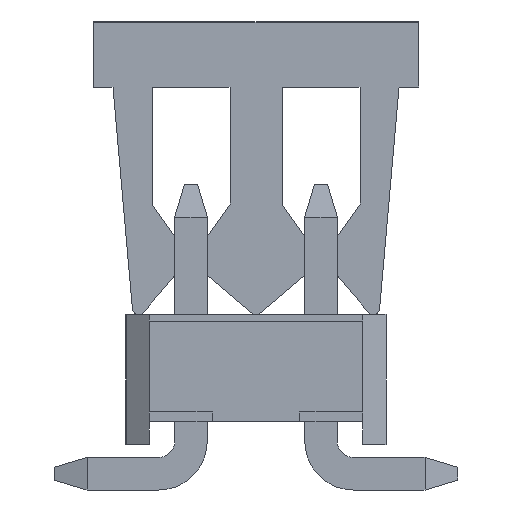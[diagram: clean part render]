
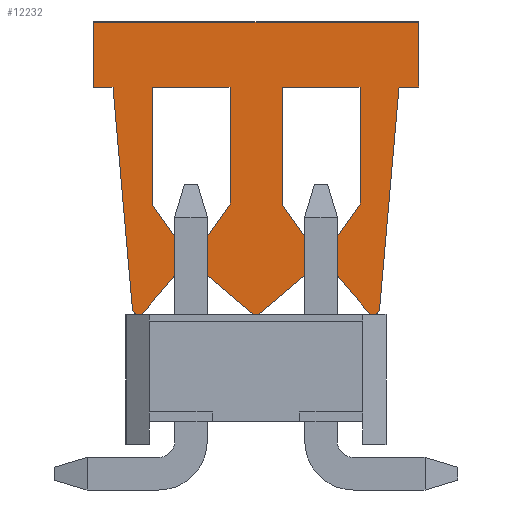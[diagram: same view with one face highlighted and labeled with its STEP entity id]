
A CAD part, front view. The second image highlights one B-rep face of the part: STEP entity #12232.
In plain terms, the highlighted face is planar.
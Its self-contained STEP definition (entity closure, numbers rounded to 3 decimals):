
#24=CIRCLE('',#13155,0.1);
#26=CIRCLE('',#13158,0.1);
#28=CIRCLE('',#13161,0.1);
#257=ORIENTED_EDGE('',*,*,#3790,.F.);
#258=ORIENTED_EDGE('',*,*,#3801,.F.);
#259=ORIENTED_EDGE('',*,*,#3797,.F.);
#260=ORIENTED_EDGE('',*,*,#3802,.F.);
#261=ORIENTED_EDGE('',*,*,#3723,.F.);
#262=ORIENTED_EDGE('',*,*,#3727,.F.);
#263=ORIENTED_EDGE('',*,*,#3791,.F.);
#264=ORIENTED_EDGE('',*,*,#3730,.F.);
#265=ORIENTED_EDGE('',*,*,#3734,.F.);
#266=ORIENTED_EDGE('',*,*,#3737,.F.);
#267=ORIENTED_EDGE('',*,*,#3740,.F.);
#268=ORIENTED_EDGE('',*,*,#3743,.F.);
#269=ORIENTED_EDGE('',*,*,#3746,.F.);
#270=ORIENTED_EDGE('',*,*,#3749,.F.);
#271=ORIENTED_EDGE('',*,*,#3752,.F.);
#272=ORIENTED_EDGE('',*,*,#3755,.F.);
#273=ORIENTED_EDGE('',*,*,#3793,.F.);
#274=ORIENTED_EDGE('',*,*,#3758,.F.);
#275=ORIENTED_EDGE('',*,*,#3762,.F.);
#276=ORIENTED_EDGE('',*,*,#3765,.F.);
#277=ORIENTED_EDGE('',*,*,#3768,.F.);
#278=ORIENTED_EDGE('',*,*,#3771,.F.);
#279=ORIENTED_EDGE('',*,*,#3774,.F.);
#280=ORIENTED_EDGE('',*,*,#3777,.F.);
#281=ORIENTED_EDGE('',*,*,#3780,.F.);
#282=ORIENTED_EDGE('',*,*,#3783,.F.);
#283=ORIENTED_EDGE('',*,*,#3795,.F.);
#284=ORIENTED_EDGE('',*,*,#3786,.F.);
#3723=EDGE_CURVE('',#5507,#5508,#6615,.T.);
#3727=EDGE_CURVE('',#5510,#5507,#6619,.T.);
#3730=EDGE_CURVE('',#5513,#5514,#6622,.T.);
#3734=EDGE_CURVE('',#5516,#5513,#6626,.T.);
#3737=EDGE_CURVE('',#5518,#5516,#6629,.T.);
#3740=EDGE_CURVE('',#5520,#5518,#6632,.T.);
#3743=EDGE_CURVE('',#5522,#5520,#6635,.T.);
#3746=EDGE_CURVE('',#5524,#5522,#6638,.T.);
#3749=EDGE_CURVE('',#5526,#5524,#6641,.T.);
#3752=EDGE_CURVE('',#5528,#5526,#6644,.T.);
#3755=EDGE_CURVE('',#5530,#5528,#6647,.T.);
#3758=EDGE_CURVE('',#5533,#5534,#6650,.T.);
#3762=EDGE_CURVE('',#5536,#5533,#6654,.T.);
#3765=EDGE_CURVE('',#5538,#5536,#6657,.T.);
#3768=EDGE_CURVE('',#5540,#5538,#6660,.T.);
#3771=EDGE_CURVE('',#5542,#5540,#6663,.T.);
#3774=EDGE_CURVE('',#5544,#5542,#6666,.T.);
#3777=EDGE_CURVE('',#5546,#5544,#6669,.T.);
#3780=EDGE_CURVE('',#5548,#5546,#6672,.T.);
#3783=EDGE_CURVE('',#5550,#5548,#6675,.T.);
#3786=EDGE_CURVE('',#5553,#5554,#6678,.T.);
#3790=EDGE_CURVE('',#5556,#5553,#6682,.T.);
#3791=EDGE_CURVE('',#5514,#5510,#24,.T.);
#3793=EDGE_CURVE('',#5534,#5530,#26,.T.);
#3795=EDGE_CURVE('',#5554,#5550,#28,.T.);
#3797=EDGE_CURVE('',#5557,#5558,#6683,.T.);
#3801=EDGE_CURVE('',#5558,#5556,#6687,.T.);
#3802=EDGE_CURVE('',#5508,#5557,#6688,.T.);
#5507=VERTEX_POINT('',#17259);
#5508=VERTEX_POINT('',#17261);
#5510=VERTEX_POINT('',#17267);
#5513=VERTEX_POINT('',#17274);
#5514=VERTEX_POINT('',#17276);
#5516=VERTEX_POINT('',#17282);
#5518=VERTEX_POINT('',#17288);
#5520=VERTEX_POINT('',#17294);
#5522=VERTEX_POINT('',#17300);
#5524=VERTEX_POINT('',#17306);
#5526=VERTEX_POINT('',#17312);
#5528=VERTEX_POINT('',#17318);
#5530=VERTEX_POINT('',#17324);
#5533=VERTEX_POINT('',#17331);
#5534=VERTEX_POINT('',#17333);
#5536=VERTEX_POINT('',#17339);
#5538=VERTEX_POINT('',#17345);
#5540=VERTEX_POINT('',#17351);
#5542=VERTEX_POINT('',#17357);
#5544=VERTEX_POINT('',#17363);
#5546=VERTEX_POINT('',#17369);
#5548=VERTEX_POINT('',#17375);
#5550=VERTEX_POINT('',#17381);
#5553=VERTEX_POINT('',#17388);
#5554=VERTEX_POINT('',#17390);
#5556=VERTEX_POINT('',#17396);
#5557=VERTEX_POINT('',#17409);
#5558=VERTEX_POINT('',#17410);
#6615=LINE('',#17260,#8313);
#6619=LINE('',#17268,#8317);
#6622=LINE('',#17275,#8320);
#6626=LINE('',#17283,#8324);
#6629=LINE('',#17289,#8327);
#6632=LINE('',#17295,#8330);
#6635=LINE('',#17301,#8333);
#6638=LINE('',#17307,#8336);
#6641=LINE('',#17313,#8339);
#6644=LINE('',#17319,#8342);
#6647=LINE('',#17325,#8345);
#6650=LINE('',#17332,#8348);
#6654=LINE('',#17340,#8352);
#6657=LINE('',#17346,#8355);
#6660=LINE('',#17352,#8358);
#6663=LINE('',#17358,#8361);
#6666=LINE('',#17364,#8364);
#6669=LINE('',#17370,#8367);
#6672=LINE('',#17376,#8370);
#6675=LINE('',#17382,#8373);
#6678=LINE('',#17389,#8376);
#6682=LINE('',#17397,#8380);
#6683=LINE('',#17408,#8381);
#6687=LINE('',#17417,#8385);
#6688=LINE('',#17418,#8386);
#8313=VECTOR('',#13945,1000.);
#8317=VECTOR('',#13951,1000.);
#8320=VECTOR('',#13956,1000.);
#8324=VECTOR('',#13962,1000.);
#8327=VECTOR('',#13967,1000.);
#8330=VECTOR('',#13972,1000.);
#8333=VECTOR('',#13977,1000.);
#8336=VECTOR('',#13982,1000.);
#8339=VECTOR('',#13987,1000.);
#8342=VECTOR('',#13992,1000.);
#8345=VECTOR('',#13997,1000.);
#8348=VECTOR('',#14002,1000.);
#8352=VECTOR('',#14008,1000.);
#8355=VECTOR('',#14013,1000.);
#8358=VECTOR('',#14018,1000.);
#8361=VECTOR('',#14023,1000.);
#8364=VECTOR('',#14028,1000.);
#8367=VECTOR('',#14033,1000.);
#8370=VECTOR('',#14038,1000.);
#8373=VECTOR('',#14043,1000.);
#8376=VECTOR('',#14048,1000.);
#8380=VECTOR('',#14054,1000.);
#8381=VECTOR('',#14075,1000.);
#8385=VECTOR('',#14081,1000.);
#8386=VECTOR('',#14082,1000.);
#10035=EDGE_LOOP('',(#257,#258,#259,#260,#261,#262,#263,#264,#265,#266,
#267,#268,#269,#270,#271,#272,#273,#274,#275,#276,#277,#278,#279,#280,#281,
#282,#283,#284));
#10795=FACE_BOUND('',#10035,.T.);
#11552=PLANE('',#13164);
#12232=ADVANCED_FACE('',(#10795),#11552,.F.);
#13155=AXIS2_PLACEMENT_3D('',#17399,#14057,#14058);
#13158=AXIS2_PLACEMENT_3D('',#17402,#14063,#14064);
#13161=AXIS2_PLACEMENT_3D('',#17405,#14069,#14070);
#13164=AXIS2_PLACEMENT_3D('',#17416,#14079,#14080);
#13945=DIRECTION('',(0.,1.,0.));
#13951=DIRECTION('',(0.,0.087,0.996));
#13956=DIRECTION('',(0.,0.644,-0.765));
#13962=DIRECTION('',(0.,0.,-1.));
#13967=DIRECTION('',(0.,-0.574,-0.819));
#13972=DIRECTION('',(0.,0.,-1.));
#13977=DIRECTION('',(0.,1.,0.));
#13982=DIRECTION('',(0.,0.,1.));
#13987=DIRECTION('',(0.,-0.574,0.819));
#13992=DIRECTION('',(0.,0.,1.));
#13997=DIRECTION('',(0.,0.765,0.644));
#14002=DIRECTION('',(0.,0.765,-0.644));
#14008=DIRECTION('',(0.,0.,-1.));
#14013=DIRECTION('',(0.,-0.574,-0.819));
#14018=DIRECTION('',(0.,0.,-1.));
#14023=DIRECTION('',(0.,1.,0.));
#14028=DIRECTION('',(0.,0.,1.));
#14033=DIRECTION('',(0.,-0.574,0.819));
#14038=DIRECTION('',(0.,0.,1.));
#14043=DIRECTION('',(0.,0.644,0.765));
#14048=DIRECTION('',(0.,0.087,-0.996));
#14054=DIRECTION('',(0.,1.,0.));
#14057=DIRECTION('',(1.,0.,0.));
#14058=DIRECTION('',(0.,0.,-1.));
#14063=DIRECTION('',(1.,0.,0.));
#14064=DIRECTION('',(0.,0.,-1.));
#14069=DIRECTION('',(1.,0.,0.));
#14070=DIRECTION('',(0.,0.,-1.));
#14075=DIRECTION('',(0.,-1.,0.));
#14079=DIRECTION('',(1.,0.,0.));
#14080=DIRECTION('',(0.,0.,-1.));
#14081=DIRECTION('',(0.,0.,-1.));
#14082=DIRECTION('',(0.,0.,1.));
#17259=CARTESIAN_POINT('',(-3.25,2.2,4.5));
#17260=CARTESIAN_POINT('',(-3.25,2.5,4.5));
#17261=CARTESIAN_POINT('',(-3.25,2.5,4.5));
#17267=CARTESIAN_POINT('',(-3.25,1.902,1.091));
#17268=CARTESIAN_POINT('',(-3.25,2.2,4.5));
#17274=CARTESIAN_POINT('',(-3.25,1.25,1.601));
#17275=CARTESIAN_POINT('',(-3.25,1.726,1.036));
#17276=CARTESIAN_POINT('',(-3.25,1.726,1.036));
#17282=CARTESIAN_POINT('',(-3.25,1.25,2.201));
#17283=CARTESIAN_POINT('',(-3.25,1.25,1.601));
#17288=CARTESIAN_POINT('',(-3.25,1.6,2.7));
#17289=CARTESIAN_POINT('',(-3.25,1.25,2.201));
#17294=CARTESIAN_POINT('',(-3.25,1.6,4.5));
#17295=CARTESIAN_POINT('',(-3.25,1.6,2.7));
#17300=CARTESIAN_POINT('',(-3.25,0.4,4.5));
#17301=CARTESIAN_POINT('',(-3.25,1.6,4.5));
#17306=CARTESIAN_POINT('',(-3.25,0.4,2.7));
#17307=CARTESIAN_POINT('',(-3.25,0.4,4.5));
#17312=CARTESIAN_POINT('',(-3.25,0.75,2.201));
#17313=CARTESIAN_POINT('',(-3.25,0.4,2.7));
#17318=CARTESIAN_POINT('',(-3.25,0.75,1.601));
#17319=CARTESIAN_POINT('',(-3.25,0.75,2.201));
#17324=CARTESIAN_POINT('',(-3.25,0.064,1.024));
#17325=CARTESIAN_POINT('',(-3.25,0.75,1.601));
#17331=CARTESIAN_POINT('',(-3.25,-0.75,1.601));
#17332=CARTESIAN_POINT('',(-3.25,-0.75,1.601));
#17333=CARTESIAN_POINT('',(-3.25,-0.064,1.024));
#17339=CARTESIAN_POINT('',(-3.25,-0.75,2.201));
#17340=CARTESIAN_POINT('',(-3.25,-0.75,2.201));
#17345=CARTESIAN_POINT('',(-3.25,-0.4,2.7));
#17346=CARTESIAN_POINT('',(-3.25,-0.4,2.7));
#17351=CARTESIAN_POINT('',(-3.25,-0.4,4.5));
#17352=CARTESIAN_POINT('',(-3.25,-0.4,4.5));
#17357=CARTESIAN_POINT('',(-3.25,-1.6,4.5));
#17358=CARTESIAN_POINT('',(-3.25,-1.6,4.5));
#17363=CARTESIAN_POINT('',(-3.25,-1.6,2.7));
#17364=CARTESIAN_POINT('',(-3.25,-1.6,2.7));
#17369=CARTESIAN_POINT('',(-3.25,-1.25,2.201));
#17370=CARTESIAN_POINT('',(-3.25,-1.25,2.201));
#17375=CARTESIAN_POINT('',(-3.25,-1.25,1.601));
#17376=CARTESIAN_POINT('',(-3.25,-1.25,1.601));
#17381=CARTESIAN_POINT('',(-3.25,-1.726,1.036));
#17382=CARTESIAN_POINT('',(-3.25,-1.726,1.036));
#17388=CARTESIAN_POINT('',(-3.25,-2.2,4.5));
#17389=CARTESIAN_POINT('',(-3.25,-2.2,4.5));
#17390=CARTESIAN_POINT('',(-3.25,-1.902,1.091));
#17396=CARTESIAN_POINT('',(-3.25,-2.5,4.5));
#17397=CARTESIAN_POINT('',(-3.25,-2.5,4.5));
#17399=CARTESIAN_POINT('',(-3.25,1.802,1.1));
#17402=CARTESIAN_POINT('',(-3.25,0.,1.1));
#17405=CARTESIAN_POINT('',(-3.25,-1.802,1.1));
#17408=CARTESIAN_POINT('',(-3.25,2.5,5.5));
#17409=CARTESIAN_POINT('',(-3.25,2.5,5.5));
#17410=CARTESIAN_POINT('',(-3.25,-2.5,5.5));
#17416=CARTESIAN_POINT('',(-3.25,0.,3.25));
#17417=CARTESIAN_POINT('',(-3.25,-2.5,5.5));
#17418=CARTESIAN_POINT('',(-3.25,2.5,1.));
